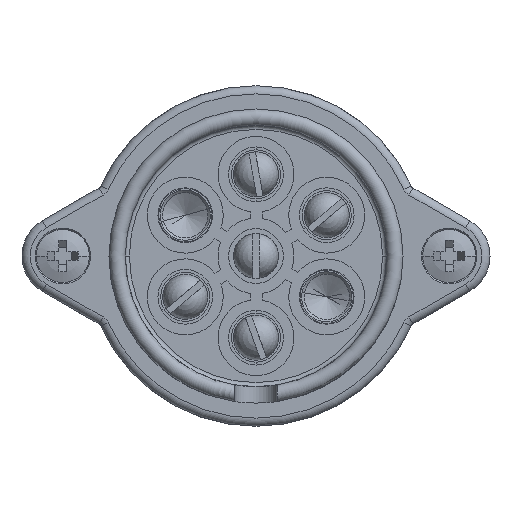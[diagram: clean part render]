
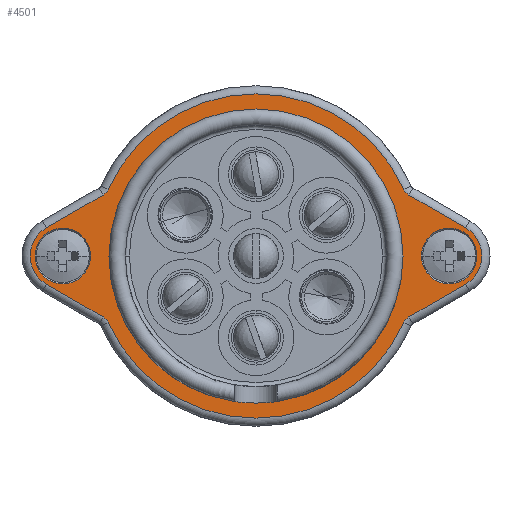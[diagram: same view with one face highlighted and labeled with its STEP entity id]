
A CAD part, front view. The second image highlights one B-rep face of the part: STEP entity #4501.
In plain terms, the highlighted planar face has unit normal (0, -1, 0).
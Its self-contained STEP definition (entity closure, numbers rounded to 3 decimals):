
#450=CARTESIAN_POINT('',(0.,-6.,0.));
#451=DIRECTION('',(0.,-1.,0.));
#452=DIRECTION('',(-1.,0.,0.));
#453=AXIS2_PLACEMENT_3D('',#450,#451,#452);
#493=CARTESIAN_POINT('',(0.,-6.,0.));
#494=DIRECTION('',(0.,1.,0.));
#495=DIRECTION('',(-1.,0.,0.));
#496=AXIS2_PLACEMENT_3D('',#493,#494,#495);
#498=CARTESIAN_POINT('',(-23.65,-6.,0.));
#499=DIRECTION('',(0.,1.,0.));
#500=DIRECTION('',(1.,0.,0.));
#501=AXIS2_PLACEMENT_3D('',#498,#499,#500);
#503=CARTESIAN_POINT('',(-23.65,-6.,0.));
#504=DIRECTION('',(0.,1.,0.));
#505=DIRECTION('',(-1.,0.,0.));
#506=AXIS2_PLACEMENT_3D('',#503,#504,#505);
#508=CARTESIAN_POINT('',(23.65,-6.,0.));
#509=DIRECTION('',(0.,-1.,0.));
#510=DIRECTION('',(-1.,0.,0.));
#511=AXIS2_PLACEMENT_3D('',#508,#509,#510);
#513=CARTESIAN_POINT('',(23.65,-6.,0.));
#514=DIRECTION('',(0.,-1.,0.));
#515=DIRECTION('',(1.,0.,0.));
#516=AXIS2_PLACEMENT_3D('',#513,#514,#515);
#523=CARTESIAN_POINT('',(0.,-6.,0.));
#524=DIRECTION('',(0.,1.,0.));
#525=DIRECTION('',(-0.912,0.,0.411));
#526=AXIS2_PLACEMENT_3D('',#523,#524,#525);
#645=CARTESIAN_POINT('',(-19.468,-6.,8.766));
#646=DIRECTION('',(0.,-1.,0.));
#647=DIRECTION('',(0.5,0.,-0.866));
#648=AXIS2_PLACEMENT_3D('',#645,#646,#647);
#659=DIRECTION('',(0.866,0.,0.5));
#660=VECTOR('',#659,8.005);
#661=CARTESIAN_POINT('',(-25.65,-6.,3.464));
#662=LINE('',#661,#660);
#673=CARTESIAN_POINT('',(-23.65,-6.,0.));
#674=DIRECTION('',(0.,1.,0.));
#675=DIRECTION('',(-0.5,0.,-0.866));
#676=AXIS2_PLACEMENT_3D('',#673,#674,#675);
#687=DIRECTION('',(-0.866,0.,0.5));
#688=VECTOR('',#687,8.005);
#689=CARTESIAN_POINT('',(-18.718,-6.,-7.467));
#690=LINE('',#689,#688);
#701=CARTESIAN_POINT('',(-19.468,-6.,-8.766));
#702=DIRECTION('',(0.,-1.,0.));
#703=DIRECTION('',(0.912,0.,0.411));
#704=AXIS2_PLACEMENT_3D('',#701,#702,#703);
#729=CARTESIAN_POINT('',(0.,-6.,0.));
#730=DIRECTION('',(0.,1.,0.));
#731=DIRECTION('',(0.912,0.,-0.411));
#732=AXIS2_PLACEMENT_3D('',#729,#730,#731);
#744=CARTESIAN_POINT('',(19.468,-6.,-8.766));
#745=DIRECTION('',(0.,-1.,0.));
#746=DIRECTION('',(-0.5,0.,0.866));
#747=AXIS2_PLACEMENT_3D('',#744,#745,#746);
#771=DIRECTION('',(-0.866,0.,-0.5));
#772=VECTOR('',#771,8.005);
#773=CARTESIAN_POINT('',(25.65,-6.,-3.464));
#774=LINE('',#773,#772);
#785=CARTESIAN_POINT('',(23.65,-6.,0.));
#786=DIRECTION('',(0.,1.,0.));
#787=DIRECTION('',(0.5,0.,0.866));
#788=AXIS2_PLACEMENT_3D('',#785,#786,#787);
#799=DIRECTION('',(0.866,0.,-0.5));
#800=VECTOR('',#799,8.005);
#801=CARTESIAN_POINT('',(18.718,-6.,7.467));
#802=LINE('',#801,#800);
#813=CARTESIAN_POINT('',(19.468,-6.,8.766));
#814=DIRECTION('',(0.,-1.,0.));
#815=DIRECTION('',(-0.912,0.,-0.411));
#816=AXIS2_PLACEMENT_3D('',#813,#814,#815);
#3343=CARTESIAN_POINT('',(-18.,-6.,0.));
#3344=CARTESIAN_POINT('',(18.,-6.,0.));
#3345=VERTEX_POINT('',#3343);
#3346=VERTEX_POINT('',#3344);
#3370=CARTESIAN_POINT('',(-18.1,-6.,8.15));
#3371=CARTESIAN_POINT('',(18.1,-6.,8.15));
#3372=VERTEX_POINT('',#3370);
#3373=VERTEX_POINT('',#3371);
#3376=CARTESIAN_POINT('',(18.718,-6.,7.467));
#3377=VERTEX_POINT('',#3376);
#3380=CARTESIAN_POINT('',(25.65,-6.,3.464));
#3381=VERTEX_POINT('',#3380);
#3384=CARTESIAN_POINT('',(25.65,-6.,-3.464));
#3385=VERTEX_POINT('',#3384);
#3388=CARTESIAN_POINT('',(18.718,-6.,-7.467));
#3389=VERTEX_POINT('',#3388);
#3392=CARTESIAN_POINT('',(18.1,-6.,-8.15));
#3393=VERTEX_POINT('',#3392);
#3396=CARTESIAN_POINT('',(-18.1,-6.,-8.15));
#3397=VERTEX_POINT('',#3396);
#3400=CARTESIAN_POINT('',(-18.718,-6.,-7.467));
#3401=VERTEX_POINT('',#3400);
#3404=CARTESIAN_POINT('',(-25.65,-6.,-3.464));
#3405=VERTEX_POINT('',#3404);
#3408=CARTESIAN_POINT('',(-25.65,-6.,3.464));
#3409=VERTEX_POINT('',#3408);
#3412=CARTESIAN_POINT('',(-18.718,-6.,7.467));
#3413=VERTEX_POINT('',#3412);
#3566=CARTESIAN_POINT('',(-20.25,-6.,0.));
#3567=CARTESIAN_POINT('',(-27.05,-6.,0.));
#3568=VERTEX_POINT('',#3566);
#3569=VERTEX_POINT('',#3567);
#3574=CARTESIAN_POINT('',(20.25,-6.,0.));
#3575=VERTEX_POINT('',#3574);
#3576=CARTESIAN_POINT('',(27.05,-6.,0.));
#3577=VERTEX_POINT('',#3576);
#4454=CARTESIAN_POINT('',(0.,-6.,0.));
#4455=DIRECTION('',(0.,1.,0.));
#4456=DIRECTION('',(1.,0.,0.));
#4457=AXIS2_PLACEMENT_3D('',#4454,#4455,#4456);
#4458=PLANE('',#4457);
#4460=ORIENTED_EDGE('',*,*,#4459,.T.);
#4462=ORIENTED_EDGE('',*,*,#4461,.T.);
#4464=ORIENTED_EDGE('',*,*,#4463,.T.);
#4466=ORIENTED_EDGE('',*,*,#4465,.T.);
#4468=ORIENTED_EDGE('',*,*,#4467,.T.);
#4470=ORIENTED_EDGE('',*,*,#4469,.T.);
#4472=ORIENTED_EDGE('',*,*,#4471,.T.);
#4474=ORIENTED_EDGE('',*,*,#4473,.T.);
#4476=ORIENTED_EDGE('',*,*,#4475,.T.);
#4478=ORIENTED_EDGE('',*,*,#4477,.T.);
#4480=ORIENTED_EDGE('',*,*,#4479,.T.);
#4482=ORIENTED_EDGE('',*,*,#4481,.T.);
#4483=EDGE_LOOP('',(#4460,#4462,#4464,#4466,#4468,#4470,#4472,#4474,#4476,#4478,
#4480,#4482));
#4484=FACE_OUTER_BOUND('',#4483,.F.);
#4485=ORIENTED_EDGE('',*,*,#4429,.T.);
#4486=ORIENTED_EDGE('',*,*,#4448,.F.);
#4487=EDGE_LOOP('',(#4485,#4486));
#4488=FACE_BOUND('',#4487,.F.);
#4490=ORIENTED_EDGE('',*,*,#4489,.F.);
#4492=ORIENTED_EDGE('',*,*,#4491,.F.);
#4493=EDGE_LOOP('',(#4490,#4492));
#4494=FACE_BOUND('',#4493,.F.);
#4496=ORIENTED_EDGE('',*,*,#4495,.T.);
#4498=ORIENTED_EDGE('',*,*,#4497,.T.);
#4499=EDGE_LOOP('',(#4496,#4498));
#4500=FACE_BOUND('',#4499,.F.);
#4501=ADVANCED_FACE('',(#4484,#4488,#4494,#4500),#4458,.F.);
#454=CIRCLE('',#453,18.);
#497=CIRCLE('',#496,18.);
#502=CIRCLE('',#501,3.4);
#507=CIRCLE('',#506,3.4);
#512=CIRCLE('',#511,3.4);
#517=CIRCLE('',#516,3.4);
#527=CIRCLE('',#526,19.85);
#649=CIRCLE('',#648,1.5);
#677=CIRCLE('',#676,4.);
#705=CIRCLE('',#704,1.5);
#733=CIRCLE('',#732,19.85);
#748=CIRCLE('',#747,1.5);
#789=CIRCLE('',#788,4.);
#817=CIRCLE('',#816,1.5);
#4429=EDGE_CURVE('',#3345,#3346,#454,.T.);
#4448=EDGE_CURVE('',#3345,#3346,#497,.T.);
#4459=EDGE_CURVE('',#3372,#3373,#527,.T.);
#4461=EDGE_CURVE('',#3373,#3377,#817,.T.);
#4463=EDGE_CURVE('',#3377,#3381,#802,.T.);
#4465=EDGE_CURVE('',#3381,#3385,#789,.T.);
#4467=EDGE_CURVE('',#3385,#3389,#774,.T.);
#4469=EDGE_CURVE('',#3389,#3393,#748,.T.);
#4471=EDGE_CURVE('',#3393,#3397,#733,.T.);
#4473=EDGE_CURVE('',#3397,#3401,#705,.T.);
#4475=EDGE_CURVE('',#3401,#3405,#690,.T.);
#4477=EDGE_CURVE('',#3405,#3409,#677,.T.);
#4479=EDGE_CURVE('',#3409,#3413,#662,.T.);
#4481=EDGE_CURVE('',#3413,#3372,#649,.T.);
#4489=EDGE_CURVE('',#3568,#3569,#502,.T.);
#4491=EDGE_CURVE('',#3569,#3568,#507,.T.);
#4495=EDGE_CURVE('',#3575,#3577,#512,.T.);
#4497=EDGE_CURVE('',#3577,#3575,#517,.T.);
